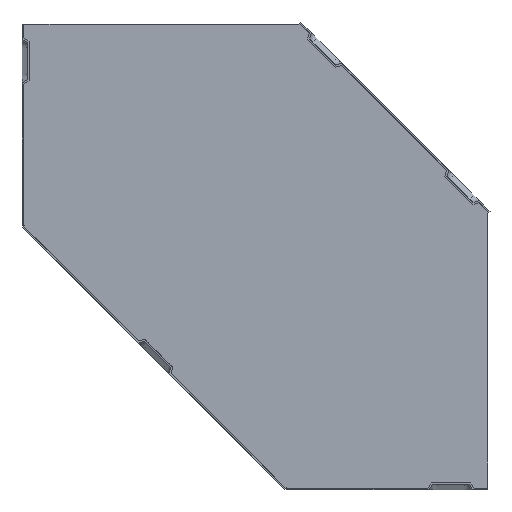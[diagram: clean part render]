
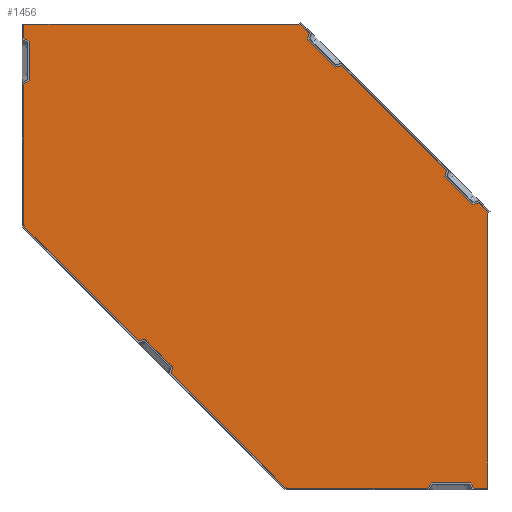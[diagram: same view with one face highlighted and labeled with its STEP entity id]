
A CAD part, front view. The second image highlights one B-rep face of the part: STEP entity #1456.
In plain terms, the highlighted planar face has unit normal (0, -1, 0).
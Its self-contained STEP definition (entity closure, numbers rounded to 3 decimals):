
#77=FACE_OUTER_BOUND('',#149,.T.);
#149=EDGE_LOOP('',(#946,#947,#948,#949,#950,#951,#952,#953,#954,#955,#956,
#957,#958,#959));
#248=LINE('',#2133,#418);
#249=LINE('',#2135,#419);
#250=LINE('',#2137,#420);
#251=LINE('',#2139,#421);
#252=LINE('',#2141,#422);
#253=LINE('',#2143,#423);
#254=LINE('',#2145,#424);
#255=LINE('',#2147,#425);
#256=LINE('',#2149,#426);
#257=LINE('',#2151,#427);
#258=LINE('',#2153,#428);
#259=LINE('',#2155,#429);
#260=LINE('',#2157,#430);
#261=LINE('',#2158,#431);
#418=VECTOR('',#1712,10.);
#419=VECTOR('',#1713,10.);
#420=VECTOR('',#1714,10.);
#421=VECTOR('',#1715,10.);
#422=VECTOR('',#1716,10.);
#423=VECTOR('',#1717,10.);
#424=VECTOR('',#1718,10.);
#425=VECTOR('',#1719,10.);
#426=VECTOR('',#1720,10.);
#427=VECTOR('',#1721,10.);
#428=VECTOR('',#1722,10.);
#429=VECTOR('',#1723,10.);
#430=VECTOR('',#1724,10.);
#431=VECTOR('',#1725,10.);
#592=VERTEX_POINT('',#2131);
#593=VERTEX_POINT('',#2132);
#594=VERTEX_POINT('',#2134);
#595=VERTEX_POINT('',#2136);
#596=VERTEX_POINT('',#2138);
#597=VERTEX_POINT('',#2140);
#598=VERTEX_POINT('',#2142);
#599=VERTEX_POINT('',#2144);
#600=VERTEX_POINT('',#2146);
#601=VERTEX_POINT('',#2148);
#602=VERTEX_POINT('',#2150);
#603=VERTEX_POINT('',#2152);
#604=VERTEX_POINT('',#2154);
#605=VERTEX_POINT('',#2156);
#734=EDGE_CURVE('',#592,#593,#248,.T.);
#735=EDGE_CURVE('',#593,#594,#249,.T.);
#736=EDGE_CURVE('',#595,#594,#250,.T.);
#737=EDGE_CURVE('',#596,#595,#251,.T.);
#738=EDGE_CURVE('',#596,#597,#252,.T.);
#739=EDGE_CURVE('',#597,#598,#253,.T.);
#740=EDGE_CURVE('',#599,#598,#254,.T.);
#741=EDGE_CURVE('',#599,#600,#255,.T.);
#742=EDGE_CURVE('',#600,#601,#256,.T.);
#743=EDGE_CURVE('',#602,#601,#257,.T.);
#744=EDGE_CURVE('',#602,#603,#258,.T.);
#745=EDGE_CURVE('',#603,#604,#259,.T.);
#746=EDGE_CURVE('',#605,#604,#260,.T.);
#747=EDGE_CURVE('',#592,#605,#261,.T.);
#946=ORIENTED_EDGE('',*,*,#734,.T.);
#947=ORIENTED_EDGE('',*,*,#735,.T.);
#948=ORIENTED_EDGE('',*,*,#736,.F.);
#949=ORIENTED_EDGE('',*,*,#737,.F.);
#950=ORIENTED_EDGE('',*,*,#738,.T.);
#951=ORIENTED_EDGE('',*,*,#739,.T.);
#952=ORIENTED_EDGE('',*,*,#740,.F.);
#953=ORIENTED_EDGE('',*,*,#741,.T.);
#954=ORIENTED_EDGE('',*,*,#742,.T.);
#955=ORIENTED_EDGE('',*,*,#743,.F.);
#956=ORIENTED_EDGE('',*,*,#744,.T.);
#957=ORIENTED_EDGE('',*,*,#745,.T.);
#958=ORIENTED_EDGE('',*,*,#746,.F.);
#959=ORIENTED_EDGE('',*,*,#747,.F.);
#1331=PLANE('',#1557);
#1456=ADVANCED_FACE('',(#77),#1331,.F.);
#1557=AXIS2_PLACEMENT_3D('',#2130,#1710,#1711);
#1710=DIRECTION('center_axis',(0.,1.,0.));
#1711=DIRECTION('ref_axis',(0.,0.,1.));
#1712=DIRECTION('',(0.707,0.,0.707));
#1713=DIRECTION('',(-0.707,0.,0.707));
#1714=DIRECTION('',(0.707,0.,0.707));
#1715=DIRECTION('',(1.,0.,0.));
#1716=DIRECTION('',(-1.,0.,0.));
#1717=DIRECTION('',(0.,0.,-1.));
#1718=DIRECTION('',(-1.,0.,0.));
#1719=DIRECTION('',(-0.707,0.,-0.707));
#1720=DIRECTION('',(0.707,0.,-0.707));
#1721=DIRECTION('',(-0.707,0.,-0.707));
#1722=DIRECTION('',(0.,0.,-1.));
#1723=DIRECTION('',(1.,0.,0.));
#1724=DIRECTION('',(0.,0.,-1.));
#1725=DIRECTION('',(0.,0.,-1.));
#2130=CARTESIAN_POINT('Origin',(-68.375,-0.8,-68.375));
#2131=CARTESIAN_POINT('',(51.265,-0.8,-51.265));
#2132=CARTESIAN_POINT('',(51.831,-0.8,-50.7));
#2133=CARTESIAN_POINT('',(17.361,-0.8,-85.17));
#2134=CARTESIAN_POINT('',(-50.7,-0.8,51.831));
#2135=CARTESIAN_POINT('',(0.566,-0.8,0.566));
#2136=CARTESIAN_POINT('',(-51.265,-0.8,51.265));
#2137=CARTESIAN_POINT('',(-84.887,-0.8,17.644));
#2138=CARTESIAN_POINT('',(-199.265,-0.8,51.265));
#2139=CARTESIAN_POINT('',(-199.265,-0.8,51.265));
#2140=CARTESIAN_POINT('',(-200.065,-0.8,51.265));
#2141=CARTESIAN_POINT('',(-134.22,-0.8,51.265));
#2142=CARTESIAN_POINT('',(-200.065,-0.8,-57.735));
#2143=CARTESIAN_POINT('',(-200.065,-0.8,-35.805));
#2144=CARTESIAN_POINT('',(-199.265,-0.8,-57.735));
#2145=CARTESIAN_POINT('',(-134.62,-0.8,-57.735));
#2146=CARTESIAN_POINT('',(-199.831,-0.8,-58.3));
#2147=CARTESIAN_POINT('',(-169.485,-0.8,-27.955));
#2148=CARTESIAN_POINT('',(-58.3,-0.8,-199.831));
#2149=CARTESIAN_POINT('',(-129.066,-0.8,-129.066));
#2150=CARTESIAN_POINT('',(-57.735,-0.8,-199.265));
#2151=CARTESIAN_POINT('',(-28.238,-0.8,-169.768));
#2152=CARTESIAN_POINT('',(-57.735,-0.8,-200.065));
#2153=CARTESIAN_POINT('',(-57.735,-0.8,-134.22));
#2154=CARTESIAN_POINT('',(51.265,-0.8,-200.065));
#2155=CARTESIAN_POINT('',(-35.805,-0.8,-200.065));
#2156=CARTESIAN_POINT('',(51.265,-0.8,-199.265));
#2157=CARTESIAN_POINT('',(51.265,-0.8,-134.62));
#2158=CARTESIAN_POINT('',(51.265,-0.8,-51.265));
